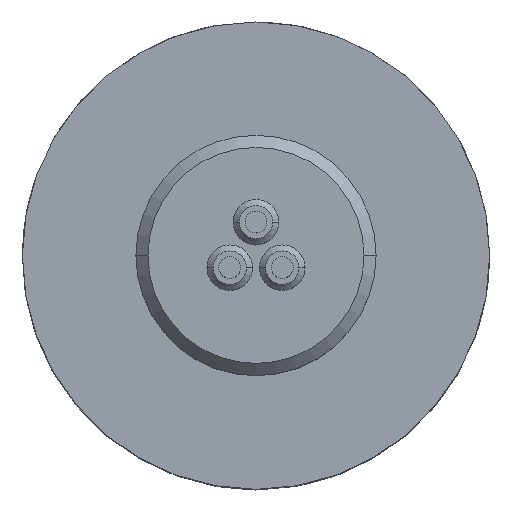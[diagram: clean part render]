
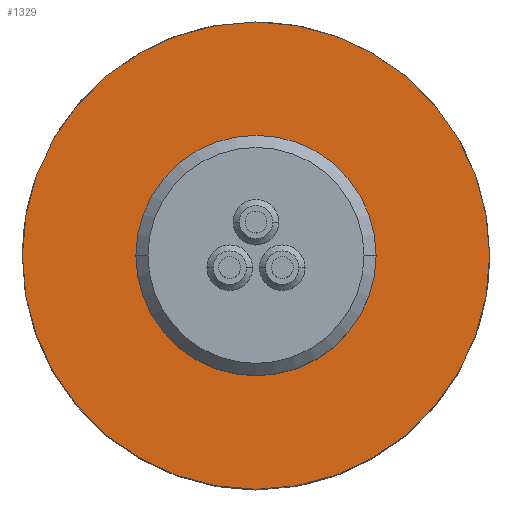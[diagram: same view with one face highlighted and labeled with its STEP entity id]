
A CAD part, top view. The second image highlights one B-rep face of the part: STEP entity #1329.
In plain terms, the highlighted planar face has unit normal (0, 0, 1).
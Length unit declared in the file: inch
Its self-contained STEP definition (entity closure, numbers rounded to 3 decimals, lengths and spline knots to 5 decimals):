
#69 = VERTEX_POINT ( 'NONE', #366 ) ;
#89 = CARTESIAN_POINT ( 'NONE',  ( -0.75787, 0., 1.31102 ) ) ;
#121 = EDGE_CURVE ( 'NONE', #148, #69, #437, .T. ) ;
#148 = VERTEX_POINT ( 'NONE', #750 ) ;
#274 = ORIENTED_EDGE ( 'NONE', *, *, #419, .F. ) ;
#318 = AXIS2_PLACEMENT_3D ( 'NONE', #642, #1002, #731 ) ;
#360 = AXIS2_PLACEMENT_3D ( 'NONE', #1154, #1542, #903 ) ;
#366 = CARTESIAN_POINT ( 'NONE',  ( 0.38976, 0., 1.31102 ) ) ;
#393 = CARTESIAN_POINT ( 'NONE',  ( 0., 0., 1.31102 ) ) ;
#419 = EDGE_CURVE ( 'NONE', #1193, #860, #496, .T. ) ;
#437 = CIRCLE ( 'NONE', #318, 0.38976 ) ;
#486 = DIRECTION ( 'NONE',  ( 1., 0., 0. ) ) ;
#496 = CIRCLE ( 'NONE', #659, 0.75787 ) ;
#526 = FACE_BOUND ( 'NONE', #804, .T. ) ;
#543 = FACE_OUTER_BOUND ( 'NONE', #807, .T. ) ;
#564 = DIRECTION ( 'NONE',  ( 1., 0., 0. ) ) ;
#612 = CARTESIAN_POINT ( 'NONE',  ( 0., 0., 1.31102 ) ) ;
#642 = CARTESIAN_POINT ( 'NONE',  ( 0., 0., 1.31102 ) ) ;
#659 = AXIS2_PLACEMENT_3D ( 'NONE', #612, #1125, #486 ) ;
#660 = EDGE_CURVE ( 'NONE', #860, #1193, #1203, .T. ) ;
#731 = DIRECTION ( 'NONE',  ( 1., 0., 0. ) ) ;
#750 = CARTESIAN_POINT ( 'NONE',  ( -0.38976, 0., 1.31102 ) ) ;
#767 = DIRECTION ( 'NONE',  ( 1., 0., 0. ) ) ;
#804 = EDGE_LOOP ( 'NONE', ( #1536, #1212 ) ) ;
#807 = EDGE_LOOP ( 'NONE', ( #274, #1575 ) ) ;
#860 = VERTEX_POINT ( 'NONE', #89 ) ;
#903 = DIRECTION ( 'NONE',  ( 1., 0., 0. ) ) ;
#922 = PLANE ( 'NONE',  #360 ) ;
#960 = DIRECTION ( 'NONE',  ( 0., 0., -1. ) ) ;
#1002 = DIRECTION ( 'NONE',  ( 0., 0., -1. ) ) ;
#1114 = AXIS2_PLACEMENT_3D ( 'NONE', #1335, #960, #564 ) ;
#1125 = DIRECTION ( 'NONE',  ( 0., 0., -1. ) ) ;
#1154 = CARTESIAN_POINT ( 'NONE',  ( 0., 0., 1.31102 ) ) ;
#1193 = VERTEX_POINT ( 'NONE', #1379 ) ;
#1203 = CIRCLE ( 'NONE', #1114, 0.75787 ) ;
#1210 = CIRCLE ( 'NONE', #1649, 0.38976 ) ;
#1212 = ORIENTED_EDGE ( 'NONE', *, *, #121, .T. ) ;
#1326 = EDGE_CURVE ( 'NONE', #69, #148, #1210, .T. ) ;
#1329 = ADVANCED_FACE ( 'NONE', ( #526, #543 ), #922, .T. ) ;
#1335 = CARTESIAN_POINT ( 'NONE',  ( 0., 0., 1.31102 ) ) ;
#1379 = CARTESIAN_POINT ( 'NONE',  ( 0.75787, 0., 1.31102 ) ) ;
#1536 = ORIENTED_EDGE ( 'NONE', *, *, #1326, .T. ) ;
#1542 = DIRECTION ( 'NONE',  ( 0., 0., 1. ) ) ;
#1575 = ORIENTED_EDGE ( 'NONE', *, *, #660, .F. ) ;
#1649 = AXIS2_PLACEMENT_3D ( 'NONE', #393, #1695, #767 ) ;
#1695 = DIRECTION ( 'NONE',  ( 0., 0., -1. ) ) ;
